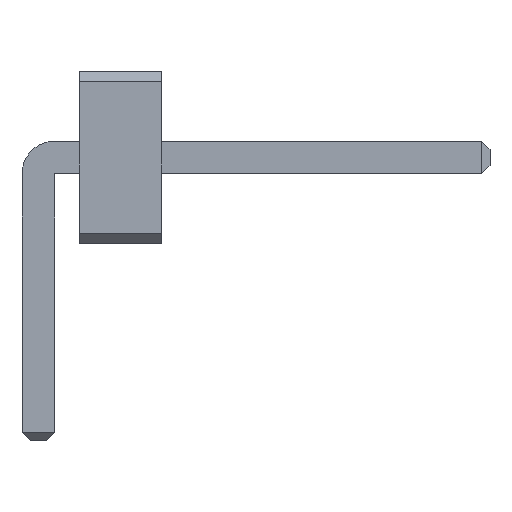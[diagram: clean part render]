
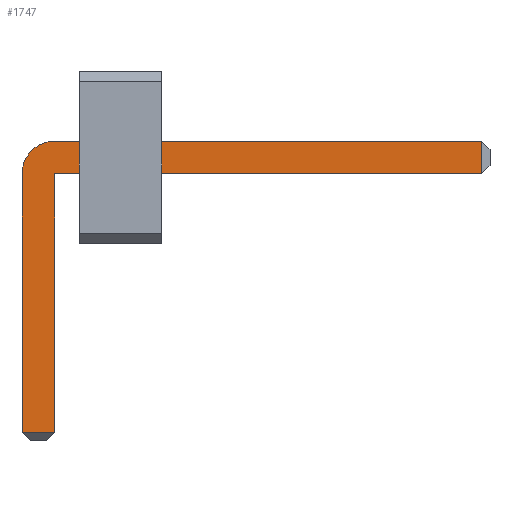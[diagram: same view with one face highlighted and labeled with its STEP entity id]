
A CAD part, front view. The second image highlights one B-rep face of the part: STEP entity #1747.
In plain terms, the highlighted planar face has unit normal (0, -1, 0).
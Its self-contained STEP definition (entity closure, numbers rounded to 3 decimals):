
#13=DIRECTION('',(0.,0.,1.));
#27=VECTOR('',#28,1.);
#28=DIRECTION('',(1.,0.,0.));
#727=VECTOR('',#13,1.);
#1434=VECTOR('',#1435,1.);
#1435=DIRECTION('',(0.,0.,-1.));
#1565=VECTOR('',#1566,1.);
#1566=DIRECTION('',(-1.,0.,0.));
#1587=DIRECTION('',(-0.,1.,0.));
#1591=DIRECTION('',(0.,1.,0.));
#1592=DIRECTION('',(1.,0.,0.));
#1599=VERTEX_POINT('',#1600);
#1600=CARTESIAN_POINT('',(0.2,-14.17,1.25));
#1602=ORIENTED_EDGE('',*,*,#1603,.T.);
#1603=EDGE_CURVE('',#1599,#1604,#1606,.T.);
#1604=VERTEX_POINT('',#1605);
#1605=CARTESIAN_POINT('',(5.4,-14.17,1.25));
#1606=LINE('',#1607,#27);
#1607=CARTESIAN_POINT('',(-0.2,-14.17,1.25));
#1643=EDGE_CURVE('',#1644,#1599,#1646,.T.);
#1644=VERTEX_POINT('',#1645);
#1645=CARTESIAN_POINT('',(-0.2,-14.17,0.85));
#1646=CIRCLE('',#1647,0.4);
#1647=AXIS2_PLACEMENT_3D('',#1648,#1587,#1435);
#1648=CARTESIAN_POINT('',(0.2,-14.17,0.85));
#1660=VERTEX_POINT('',#1661);
#1661=CARTESIAN_POINT('',(5.4,-14.17,0.85));
#1663=ORIENTED_EDGE('',*,*,#1664,.T.);
#1664=EDGE_CURVE('',#1660,#1665,#1666,.T.);
#1665=VERTEX_POINT('',#1648);
#1666=LINE('',#1667,#1565);
#1667=CARTESIAN_POINT('',(5.5,-14.17,0.85));
#1679=VERTEX_POINT('',#1680);
#1680=CARTESIAN_POINT('',(-0.2,-14.17,-2.3));
#1682=ORIENTED_EDGE('',*,*,#1683,.T.);
#1683=EDGE_CURVE('',#1679,#1644,#1684,.T.);
#1684=LINE('',#1685,#727);
#1685=CARTESIAN_POINT('',(-0.2,-14.17,-2.4));
#1693=ORIENTED_EDGE('',*,*,#1694,.T.);
#1694=EDGE_CURVE('',#1665,#1695,#1697,.T.);
#1695=VERTEX_POINT('',#1696);
#1696=CARTESIAN_POINT('',(0.2,-14.17,-2.3));
#1697=LINE('',#1648,#1434);
#1747=ADVANCED_FACE('',(#1748),#1757,.F.);
#1748=FACE_BOUND('',#1749,.F.);
#1749=EDGE_LOOP('',(#1602,#1750,#1663,#1693,#1753,#1682,#1756));
#1750=ORIENTED_EDGE('',*,*,#1751,.T.);
#1751=EDGE_CURVE('',#1604,#1660,#1752,.T.);
#1752=LINE('',#1605,#1434);
#1753=ORIENTED_EDGE('',*,*,#1754,.T.);
#1754=EDGE_CURVE('',#1695,#1679,#1755,.T.);
#1755=LINE('',#1696,#1565);
#1756=ORIENTED_EDGE('',*,*,#1643,.T.);
#1757=PLANE('',#1758);
#1758=AXIS2_PLACEMENT_3D('',#1759,#1591,#1592);
#1759=CARTESIAN_POINT('',(1.729,-14.17,0.346));
